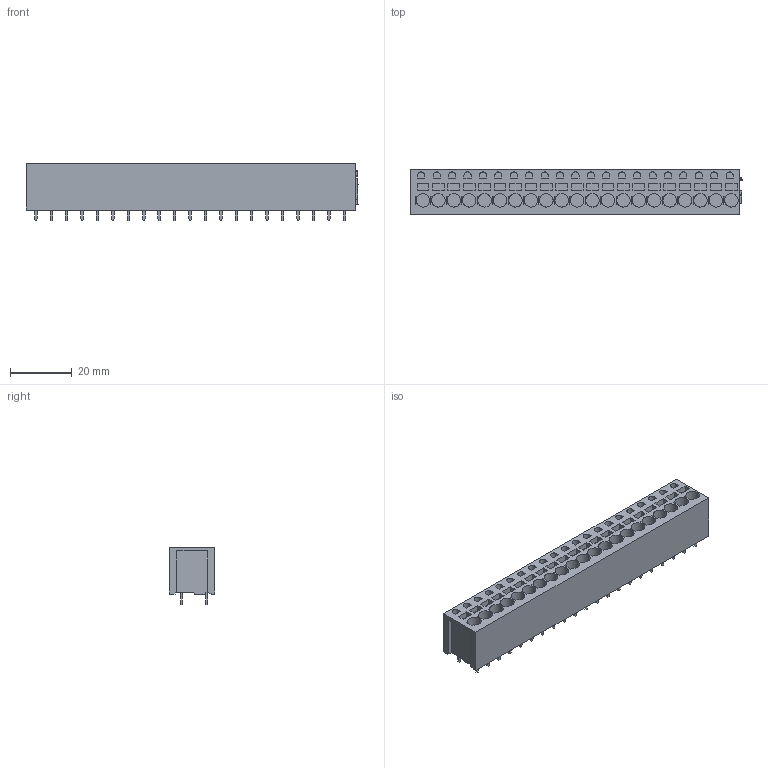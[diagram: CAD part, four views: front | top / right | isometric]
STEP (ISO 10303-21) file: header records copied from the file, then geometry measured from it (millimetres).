
FILE_DESCRIPTION(('CATIA V5 STEP Exchange','CAx-IF Rec.Pracs.--- Model Styling and Organization---1.4--- 2014-01-23'),'2;1');
FILE_NAME ('424476-3_2', '2022-08-11T06:54:05+00:00', ('none'), ('Weidmueller'), 'CATIA Version 5-6 Release 2016 SP3 HF44', 'CATIA V5 STEP AP214', 'none');
FILE_SCHEMA(('AUTOMOTIVE_DESIGN { 1 0 10303 214 1 1 1 1 }'));
Length unit declared in the file: millimetre
Products named in the file (1): 1425750000
Bounding box: 107.65 x 14.8 x 18.7 mm (x, y, z)
Volume: 21066.2 mm3; surface area: 10802.6 mm2
Topology: 43 solids, 43 shells, 809 faces, 1976 edges, 1319 vertices
Faces by surface type: plane 679, cylinder 130
Entity records: 22889 total; most frequent: CARTESIAN_POINT 4152, ORIENTED_EDGE 3952, DIRECTION 3157, EDGE_CURVE 1976, VECTOR 1674, LINE 1674, VERTEX_POINT 1319, EDGE_LOOP 875
